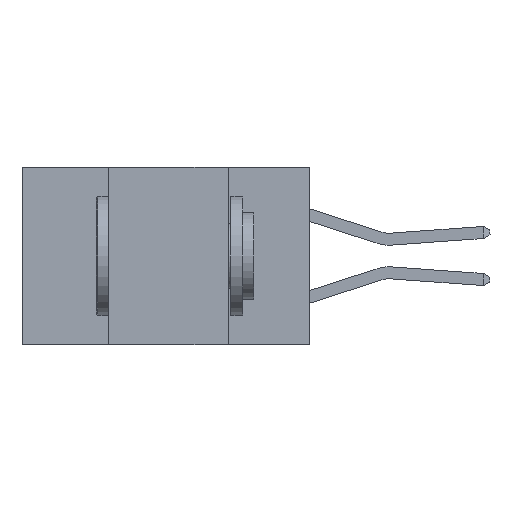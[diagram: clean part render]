
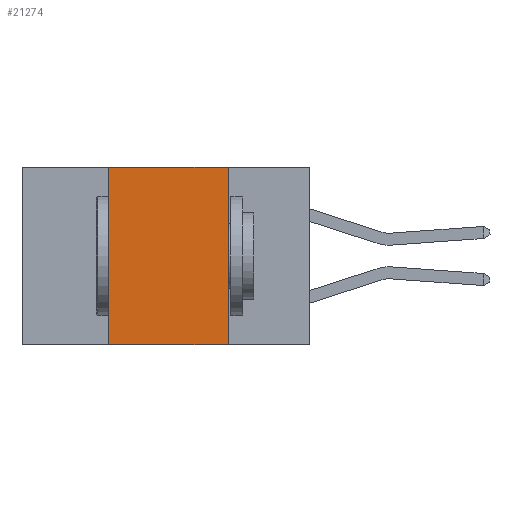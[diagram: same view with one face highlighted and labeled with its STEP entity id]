
A CAD part, left-side view. The second image highlights one B-rep face of the part: STEP entity #21274.
In plain terms, the highlighted planar face has unit normal (-1, 0, 0).
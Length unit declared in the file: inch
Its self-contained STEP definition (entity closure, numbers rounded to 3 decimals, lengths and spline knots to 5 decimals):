
#1225 = VERTEX_POINT ( 'NONE', #23193 ) ;
#1725 = EDGE_CURVE ( 'NONE', #22441, #1225, #17854, .T. ) ;
#2385 = VECTOR ( 'NONE', #5489, 39.37008 ) ;
#4502 = ORIENTED_EDGE ( 'NONE', *, *, #8138, .F. ) ;
#4527 = CARTESIAN_POINT ( 'NONE',  ( 0., 0.6, -0.37 ) ) ;
#4810 = FACE_OUTER_BOUND ( 'NONE', #6692, .T. ) ;
#4928 = ORIENTED_EDGE ( 'NONE', *, *, #10938, .F. ) ;
#4991 = ORIENTED_EDGE ( 'NONE', *, *, #17027, .F. ) ;
#5339 = DIRECTION ( 'NONE',  ( 1., 0., 0. ) ) ;
#5398 = ORIENTED_EDGE ( 'NONE', *, *, #1725, .T. ) ;
#5489 = DIRECTION ( 'NONE',  ( 0., 0., 1. ) ) ;
#6271 = DIRECTION ( 'NONE',  ( 0., 0., -1. ) ) ;
#6465 = CARTESIAN_POINT ( 'NONE',  ( 0., 0.17, 0. ) ) ;
#6692 = EDGE_LOOP ( 'NONE', ( #4502, #4928, #4991, #5398 ) ) ;
#7639 = DIRECTION ( 'NONE',  ( 0., -1., 0. ) ) ;
#8138 = EDGE_CURVE ( 'NONE', #12768, #1225, #17391, .T. ) ;
#9027 = PLANE ( 'NONE',  #21838 ) ;
#10938 = EDGE_CURVE ( 'NONE', #16752, #12768, #16692, .T. ) ;
#11955 = VECTOR ( 'NONE', #23567, 39.37008 ) ;
#12070 = VECTOR ( 'NONE', #6271, 39.37008 ) ;
#12180 = CARTESIAN_POINT ( 'NONE',  ( 0., 0.42, -0.37 ) ) ;
#12245 = CARTESIAN_POINT ( 'NONE',  ( 0., 0.17, 0. ) ) ;
#12768 = VERTEX_POINT ( 'NONE', #12245 ) ;
#16234 = CARTESIAN_POINT ( 'NONE',  ( 0., 0.6, 0. ) ) ;
#16692 = LINE ( 'NONE', #20049, #11955 ) ;
#16752 = VERTEX_POINT ( 'NONE', #23128 ) ;
#17027 = EDGE_CURVE ( 'NONE', #22441, #16752, #17089, .T. ) ;
#17089 = LINE ( 'NONE', #18239, #2385 ) ;
#17283 = VECTOR ( 'NONE', #7639, 39.37008 ) ;
#17391 = LINE ( 'NONE', #6465, #12070 ) ;
#17854 = LINE ( 'NONE', #4527, #17283 ) ;
#18093 = DIRECTION ( 'NONE',  ( 0., 0., -1. ) ) ;
#18239 = CARTESIAN_POINT ( 'NONE',  ( 0., 0.42, 0. ) ) ;
#20049 = CARTESIAN_POINT ( 'NONE',  ( 0., 0.6, 0. ) ) ;
#21274 = ADVANCED_FACE ( 'NONE', ( #4810 ), #9027, .F. ) ;
#21838 = AXIS2_PLACEMENT_3D ( 'NONE', #16234, #5339, #18093 ) ;
#22441 = VERTEX_POINT ( 'NONE', #12180 ) ;
#23128 = CARTESIAN_POINT ( 'NONE',  ( 0., 0.42, 0. ) ) ;
#23193 = CARTESIAN_POINT ( 'NONE',  ( 0., 0.17, -0.37 ) ) ;
#23567 = DIRECTION ( 'NONE',  ( 0., -1., 0. ) ) ;
